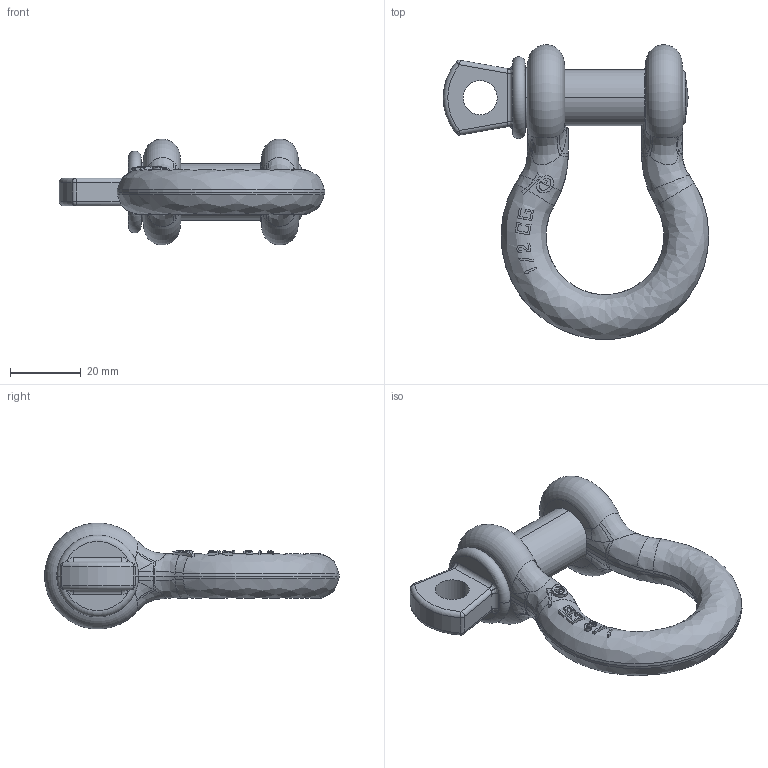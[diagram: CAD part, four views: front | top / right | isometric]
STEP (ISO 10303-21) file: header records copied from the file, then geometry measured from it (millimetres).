
FILE_DESCRIPTION((''),'2;1');
FILE_NAME('CROSBY_209_050','2003-11-18T',('adoughty'),('The Crosby Group, Inc.'),'PRO/ENGINEER BY PARAMETRIC TECHNOLOGY CORPORATION, 2001150','PRO/ENGINEER BY PARAMETRIC TECHNOLOGY CORPORATION, 2001150','');
FILE_SCHEMA(('CONFIG_CONTROL_DESIGN'));
Length unit declared in the file: inch
Products named in the file (1): CROSBY_209_050
Bounding box: 74.99 x 83.15 x 29.87 mm (x, y, z)
Volume: 36382.8 mm3; surface area: 13213 mm2
Topology: 2 solids, 2 shells, 224 faces, 552 edges, 332 vertices
Faces by surface type: bspline 97, plane 57, cylinder 42, cone 14, torus 10, sphere 4
Entity records: 10588 total; most frequent: CARTESIAN_POINT 6168, ORIENTED_EDGE 1100, DIRECTION 603, EDGE_CURVE 550, VERTEX_POINT 332, B_SPLINE_CURVE_WITH_KNOTS 310, AXIS2_PLACEMENT_3D 236, EDGE_LOOP 232
